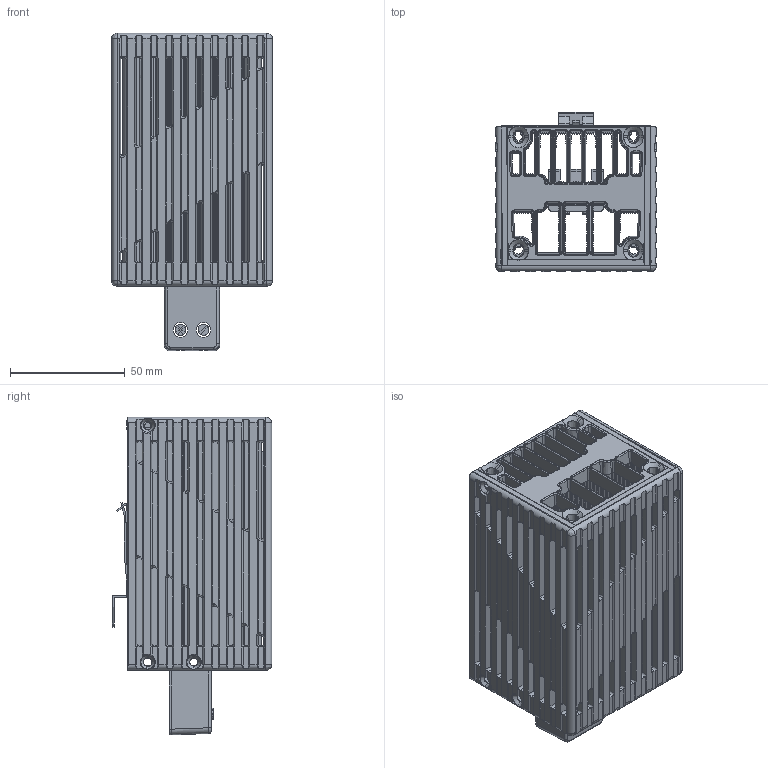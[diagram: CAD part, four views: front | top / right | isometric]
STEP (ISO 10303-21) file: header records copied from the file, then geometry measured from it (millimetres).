
FILE_DESCRIPTION((''),'2;1');
FILE_NAME('KH-501-75W-100W-ST_ASM','2016-06-22T',('alexcam'),(''),'CREO PARAMETRIC BY PTC INC, 2014500','CREO PARAMETRIC BY PTC INC, 2014500','');
FILE_SCHEMA(('CONFIG_CONTROL_DESIGN'));
Products named in the file (9): 501075_3; 501075_5; 501075_6; 501075_7; 501075_9; 501075_16; 501075_17; 501075_18; KH-501-75W-100W-ST_ASM
Assembly tree (8 placements, depth 2):
  KH-501-75W-100W-ST_ASM
    501075_3
    501075_5
    501075_6
    501075_7
    501075_9
    501075_16
    501075_17
    501075_18
Bounding box: 70 x 69.35 x 138.22 mm (x, y, z)
Volume: 114411.3 mm3; surface area: 221937.7 mm2
Topology: 7 solids, 1222 shells, 3565 faces, 13681 edges, 11265 vertices
Faces by surface type: plane 2570, cylinder 737, cone 134, torus 68, bspline 34, extrusion 20, sphere 2
Entity records: 188779 total; most frequent: CARTESIAN_POINT 83168, ORIENTED_EDGE 20727, DIRECTION 17219, EDGE_CURVE 13680, VERTEX_POINT 11265, VECTOR 8869, LINE 8849, B_SPLINE_CURVE_WITH_KNOTS 4204
